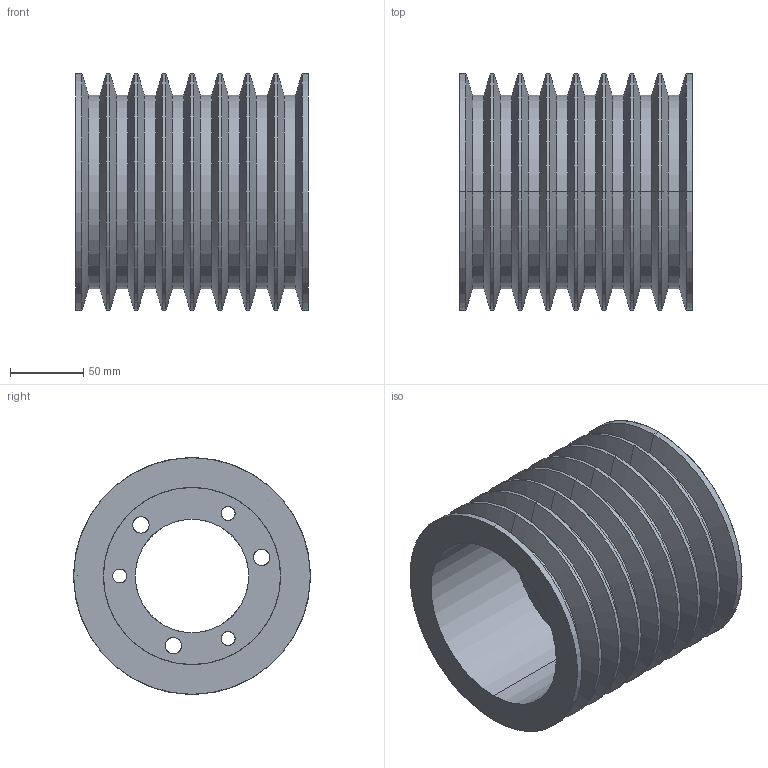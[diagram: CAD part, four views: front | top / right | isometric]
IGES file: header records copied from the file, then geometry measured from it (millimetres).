
Start section: SolidWorks IGES file using analytic representation for surfaces
Global section: file name: 8A8B60S0724212471286.igs; native system: SolidWorks 2017; preprocessor: SolidWorks 2017; author: partstream; date: 170724.210257; units: inch
Bounding box: 158.75 x 161.29 x 161.29 mm (x, y, z)
Surface area: 244179.8 mm2 (no closed solid volume)
Topology: 0 solids, 0 shells, 126 faces, 1436 edges, 1436 vertices
Faces by surface type: revolution 84, bspline 42
